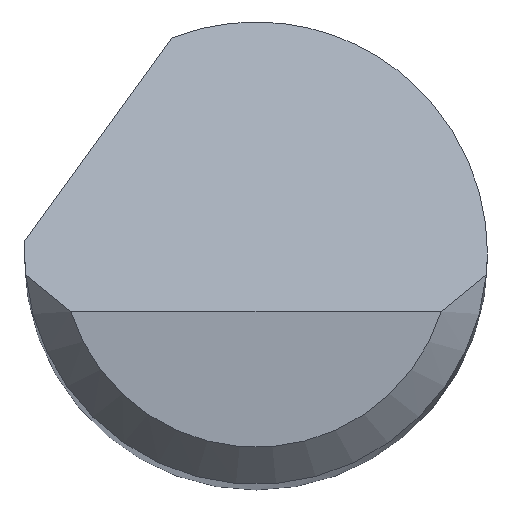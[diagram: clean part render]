
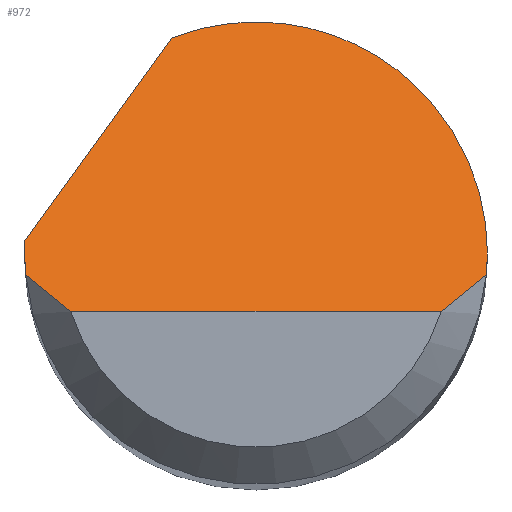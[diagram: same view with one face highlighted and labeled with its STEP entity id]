
A CAD part, top view. The second image highlights one B-rep face of the part: STEP entity #972.
In plain terms, the highlighted planar face has unit normal (0, 0.707, 0.707).
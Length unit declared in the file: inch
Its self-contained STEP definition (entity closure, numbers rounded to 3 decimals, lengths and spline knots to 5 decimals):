
#7 = CARTESIAN_POINT ( 'NONE',  ( -0.11014, -0.01781, 1.99406 ) ) ;
#27 = EDGE_CURVE ( 'NONE', #1181, #1078, #1201, .T. ) ;
#38 = CARTESIAN_POINT ( 'NONE',  ( 0., -0.02375, 2. ) ) ;
#67 = EDGE_LOOP ( 'NONE', ( #1051, #1178, #365, #1029, #1182, #304, #758, #934 ) ) ;
#70 = CARTESIAN_POINT ( 'NONE',  ( -0.09375, 0., 1.97625 ) ) ;
#98 = VERTEX_POINT ( 'NONE', #1154 ) ;
#162 = EDGE_CURVE ( 'NONE', #1078, #333, #960, .T. ) ;
#169 = CARTESIAN_POINT ( 'NONE',  ( 0.08157, -0.019, 1.99525 ) ) ;
#175 = CARTESIAN_POINT ( 'NONE',  ( -0.08761, -0.01397, 1.99022 ) ) ;
#193 = CARTESIAN_POINT ( 'NONE',  ( -0.08157, -0.019, 1.99525 ) ) ;
#214 = EDGE_CURVE ( 'NONE', #98, #1105, #1151, .T. ) ;
#225 = CARTESIAN_POINT ( 'NONE',  ( 0.07508, -0.02375, 2. ) ) ;
#256 = PLANE ( 'NONE',  #542 ) ;
#277 = CARTESIAN_POINT ( 'NONE',  ( 0.09334, -0.00875, 1.985 ) ) ;
#282 = DIRECTION ( 'NONE',  ( 0.456, 0.629, -0.629 ) ) ;
#304 = ORIENTED_EDGE ( 'NONE', *, *, #930, .F. ) ;
#318 = CARTESIAN_POINT ( 'NONE',  ( -0.09362, 0.005, 1.97125 ) ) ;
#323 = EDGE_CURVE ( 'NONE', #415, #333, #751, .T. ) ;
#333 = VERTEX_POINT ( 'NONE', #652 ) ;
#344 = CARTESIAN_POINT ( 'NONE',  ( -0.09375, -0.02375, 2. ) ) ;
#351 = CARTESIAN_POINT ( 'NONE',  ( -0.09334, -0.00875, 1.985 ) ) ;
#360 = EDGE_CURVE ( 'NONE', #748, #650, #884, .T. ) ;
#365 = ORIENTED_EDGE ( 'NONE', *, *, #323, .F. ) ;
#368 = CARTESIAN_POINT ( 'NONE',  ( -0.09375, 0., 1.97625 ) ) ;
#381 = CARTESIAN_POINT ( 'NONE',  ( -0.03394, 0.08739, 1.88886 ) ) ;
#415 = VERTEX_POINT ( 'NONE', #424 ) ;
#417 = DIRECTION ( 'NONE',  ( 1., 0., 0. ) ) ;
#424 = CARTESIAN_POINT ( 'NONE',  ( 0.09375, 0., 1.97625 ) ) ;
#469 = CARTESIAN_POINT ( 'NONE',  ( 0.09361, -0.00584, 1.98209 ) ) ;
#502 =( BOUNDED_CURVE ( )  B_SPLINE_CURVE ( 3, ( #381, #775, #1165, #581 ),
 .UNSPECIFIED., .F., .F. ) 
 B_SPLINE_CURVE_WITH_KNOTS ( ( 4, 4 ),
 ( 5.91277, 7.85398 ),
 .UNSPECIFIED. ) 
 CURVE ( )  GEOMETRIC_REPRESENTATION_ITEM ( )  RATIONAL_B_SPLINE_CURVE ( ( 1., 0.71, 0.71, 1. ) ) 
 REPRESENTATION_ITEM ( '' )  );
#530 = CARTESIAN_POINT ( 'NONE',  ( -0.09375, -0.00292, 1.97917 ) ) ;
#542 = AXIS2_PLACEMENT_3D ( 'NONE', #344, #644, #837 ) ;
#570 = CARTESIAN_POINT ( 'NONE',  ( -0.07508, -0.02375, 2. ) ) ;
#579 = CARTESIAN_POINT ( 'NONE',  ( -0.07508, -0.02375, 2. ) ) ;
#581 = CARTESIAN_POINT ( 'NONE',  ( 0.09375, 0., 1.97625 ) ) ;
#616 = CARTESIAN_POINT ( 'NONE',  ( -0.09375, 0., 1.97625 ) ) ;
#629 =( BOUNDED_CURVE ( )  B_SPLINE_CURVE ( 3, ( #616, #1180, #691, #318 ),
 .UNSPECIFIED., .F., .F. ) 
 B_SPLINE_CURVE_WITH_KNOTS ( ( 4, 4 ),
 ( 4.71239, 4.76575 ),
 .UNSPECIFIED. ) 
 CURVE ( )  GEOMETRIC_REPRESENTATION_ITEM ( )  RATIONAL_B_SPLINE_CURVE ( ( 1., 1., 1., 1. ) ) 
 REPRESENTATION_ITEM ( '' )  );
#644 = DIRECTION ( 'NONE',  ( 0., -0.707, -0.707 ) ) ;
#650 = VERTEX_POINT ( 'NONE', #368 ) ;
#652 = CARTESIAN_POINT ( 'NONE',  ( 0.09334, -0.00875, 1.985 ) ) ;
#684 = B_SPLINE_CURVE_WITH_KNOTS ( 'NONE', 3,
 ( #983, #175, #193, #579 ),
 .UNSPECIFIED., .F., .F.,
 ( 4, 4 ),
 ( 0., 0.00071 ),
 .UNSPECIFIED. ) ;
#691 = CARTESIAN_POINT ( 'NONE',  ( -0.09371, 0.00333, 1.97292 ) ) ;
#707 = VECTOR ( 'NONE', #417, 39.37008 ) ;
#748 = VERTEX_POINT ( 'NONE', #979 ) ;
#751 =( BOUNDED_CURVE ( )  B_SPLINE_CURVE ( 3, ( #922, #955, #469, #277 ),
 .UNSPECIFIED., .F., .F. ) 
 B_SPLINE_CURVE_WITH_KNOTS ( ( 4, 4 ),
 ( 1.5708, 1.66427 ),
 .UNSPECIFIED. ) 
 CURVE ( )  GEOMETRIC_REPRESENTATION_ITEM ( )  RATIONAL_B_SPLINE_CURVE ( ( 1., 0.999, 0.999, 1. ) ) 
 REPRESENTATION_ITEM ( '' )  );
#758 = ORIENTED_EDGE ( 'NONE', *, *, #360, .F. ) ;
#775 = CARTESIAN_POINT ( 'NONE',  ( 0.03379, 0.11369, 1.86256 ) ) ;
#798 = EDGE_CURVE ( 'NONE', #1105, #415, #502, .T. ) ;
#837 = DIRECTION ( 'NONE',  ( 0., 0.707, -0.707 ) ) ;
#846 = CARTESIAN_POINT ( 'NONE',  ( 0.08761, -0.01397, 1.99022 ) ) ;
#879 = CARTESIAN_POINT ( 'NONE',  ( -0.03394, 0.08739, 1.88886 ) ) ;
#884 =( BOUNDED_CURVE ( )  B_SPLINE_CURVE ( 3, ( #351, #1241, #530, #70 ),
 .UNSPECIFIED., .F., .F. ) 
 B_SPLINE_CURVE_WITH_KNOTS ( ( 4, 4 ),
 ( 4.61892, 4.71239 ),
 .UNSPECIFIED. ) 
 CURVE ( )  GEOMETRIC_REPRESENTATION_ITEM ( )  RATIONAL_B_SPLINE_CURVE ( ( 1., 0.999, 0.999, 1. ) ) 
 REPRESENTATION_ITEM ( '' )  );
#922 = CARTESIAN_POINT ( 'NONE',  ( 0.09375, 0., 1.97625 ) ) ;
#930 = EDGE_CURVE ( 'NONE', #650, #98, #629, .T. ) ;
#934 = ORIENTED_EDGE ( 'NONE', *, *, #1170, .T. ) ;
#939 = CARTESIAN_POINT ( 'NONE',  ( 0.07508, -0.02375, 2. ) ) ;
#955 = CARTESIAN_POINT ( 'NONE',  ( 0.09375, -0.00292, 1.97917 ) ) ;
#960 = B_SPLINE_CURVE_WITH_KNOTS ( 'NONE', 3,
 ( #939, #169, #846, #1230 ),
 .UNSPECIFIED., .F., .F.,
 ( 4, 4 ),
 ( 0., 0.00071 ),
 .UNSPECIFIED. ) ;
#972 = ADVANCED_FACE ( 'NONE', ( #1131 ), #256, .F. ) ;
#979 = CARTESIAN_POINT ( 'NONE',  ( -0.09334, -0.00875, 1.985 ) ) ;
#983 = CARTESIAN_POINT ( 'NONE',  ( -0.09334, -0.00875, 1.985 ) ) ;
#1020 = VECTOR ( 'NONE', #282, 39.37008 ) ;
#1029 = ORIENTED_EDGE ( 'NONE', *, *, #798, .F. ) ;
#1051 = ORIENTED_EDGE ( 'NONE', *, *, #27, .T. ) ;
#1078 = VERTEX_POINT ( 'NONE', #225 ) ;
#1105 = VERTEX_POINT ( 'NONE', #879 ) ;
#1131 = FACE_OUTER_BOUND ( 'NONE', #67, .T. ) ;
#1151 = LINE ( 'NONE', #7, #1020 ) ;
#1154 = CARTESIAN_POINT ( 'NONE',  ( -0.09362, 0.005, 1.97125 ) ) ;
#1165 = CARTESIAN_POINT ( 'NONE',  ( 0.09375, 0.07266, 1.90359 ) ) ;
#1170 = EDGE_CURVE ( 'NONE', #748, #1181, #684, .T. ) ;
#1178 = ORIENTED_EDGE ( 'NONE', *, *, #162, .T. ) ;
#1180 = CARTESIAN_POINT ( 'NONE',  ( -0.09375, 0.00167, 1.97458 ) ) ;
#1181 = VERTEX_POINT ( 'NONE', #570 ) ;
#1182 = ORIENTED_EDGE ( 'NONE', *, *, #214, .F. ) ;
#1201 = LINE ( 'NONE', #38, #707 ) ;
#1230 = CARTESIAN_POINT ( 'NONE',  ( 0.09334, -0.00875, 1.985 ) ) ;
#1241 = CARTESIAN_POINT ( 'NONE',  ( -0.09361, -0.00584, 1.98209 ) ) ;
